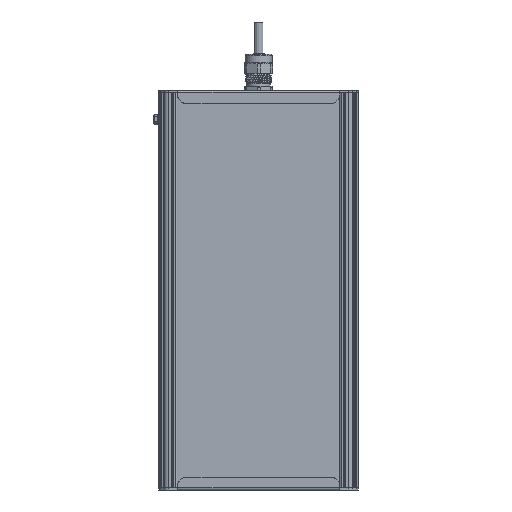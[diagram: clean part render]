
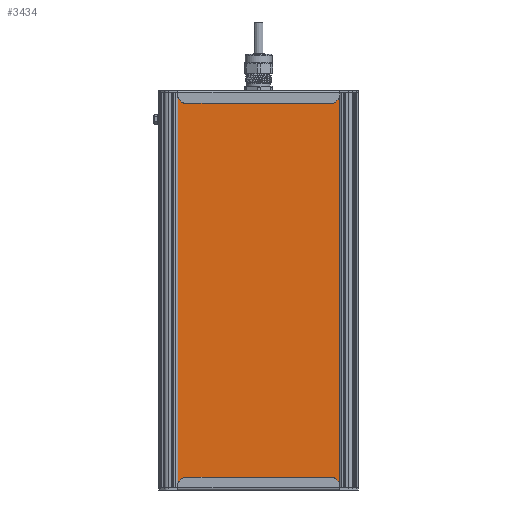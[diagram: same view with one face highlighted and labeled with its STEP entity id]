
A CAD part, front view. The second image highlights one B-rep face of the part: STEP entity #3434.
In plain terms, the highlighted face is planar.
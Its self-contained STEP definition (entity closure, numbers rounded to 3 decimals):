
#3434=ADVANCED_FACE('',(#9901),#9903,.T.);
#9901=FACE_BOUND('',#9902,.T.);
#9902=EDGE_LOOP('',(#38324,#38325,#38326,#38327));
#9903=PLANE('',#9904);
#9904=AXIS2_PLACEMENT_3D('',#9905,#9906,#9907);
#9905=CARTESIAN_POINT('',(2111.497,401.002,-34.582));
#9906=DIRECTION('',(0.,0.,-1.));
#9907=DIRECTION('',(0.,1.,0.));
#38324=ORIENTED_EDGE('',*,*,#43750,.F.);
#38325=ORIENTED_EDGE('',*,*,#43758,.F.);
#38326=ORIENTED_EDGE('',*,*,#43755,.T.);
#38327=ORIENTED_EDGE('',*,*,#43759,.F.);
#43750=EDGE_CURVE('',#47906,#47908,#47909,.T.);
#43755=EDGE_CURVE('',#47916,#47917,#47918,.T.);
#43758=EDGE_CURVE('',#47916,#47906,#47921,.T.);
#43759=EDGE_CURVE('',#47908,#47917,#47922,.T.);
#47906=VERTEX_POINT('',#56714);
#47908=VERTEX_POINT('',#56718);
#47909=LINE('',#56719,#56720);
#47916=VERTEX_POINT('',#56736);
#47917=VERTEX_POINT('',#56737);
#47918=LINE('',#56738,#56739);
#47921=LINE('',#56747,#56748);
#47922=LINE('',#56750,#56751);
#56714=CARTESIAN_POINT('',(2111.497,401.002,-34.582));
#56718=CARTESIAN_POINT('',(2482.497,401.002,-34.582));
#56719=CARTESIAN_POINT('',(2111.497,401.002,-34.582));
#56720=VECTOR('',#56721,1.);
#56721=DIRECTION('',(1.,0.,0.));
#56736=CARTESIAN_POINT('',(2111.497,565.13,-34.582));
#56737=CARTESIAN_POINT('',(2482.497,565.13,-34.582));
#56738=CARTESIAN_POINT('',(2111.497,565.13,-34.582));
#56739=VECTOR('',#56740,1.);
#56740=DIRECTION('',(1.,0.,0.));
#56747=CARTESIAN_POINT('',(2111.497,565.13,-34.582));
#56748=VECTOR('',#56749,1.);
#56749=DIRECTION('',(0.,-1.,0.));
#56750=CARTESIAN_POINT('',(2482.497,401.002,-34.582));
#56751=VECTOR('',#56752,1.);
#56752=DIRECTION('',(0.,1.,0.));
